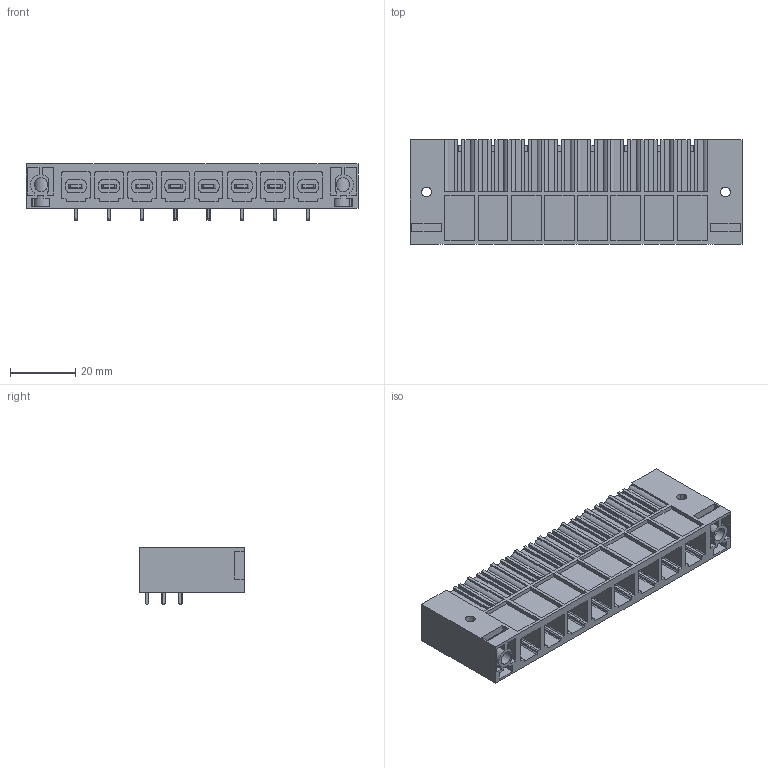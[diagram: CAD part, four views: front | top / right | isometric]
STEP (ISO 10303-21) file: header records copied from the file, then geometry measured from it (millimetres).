
FILE_DESCRIPTION(('CATIA V5 STEP Exchange','CAx-IF Rec.Pracs.--- Model Styling and Organization---1.2---2011-12-15'),'2;1');
FILE_NAME ('D1456698_0_1813790000_1813790000.stp','2018-11-28T09:33:31+00:00',('none'),('Weidmueller'),'CATIA Version 5-6 Release 2014','CATIA V5 STEP AP214','none');
FILE_SCHEMA(('AUTOMOTIVE_DESIGN { 1 0 10303 214 1 1 1 1 }'));
Length unit declared in the file: millimetre
Products named in the file (1): 1813790000
Bounding box: 101.6 x 32 x 17.2 mm (x, y, z)
Volume: 20429.2 mm3; surface area: 31532.4 mm2
Topology: 9 solids, 9 shells, 1328 faces, 3810 edges, 2540 vertices
Faces by surface type: plane 1118, cylinder 210
Entity records: 39141 total; most frequent: ORIENTED_EDGE 7620, CARTESIAN_POINT 7473, DIRECTION 4854, EDGE_CURVE 3810, VECTOR 3294, LINE 3294, VERTEX_POINT 2540, EDGE_LOOP 1396
